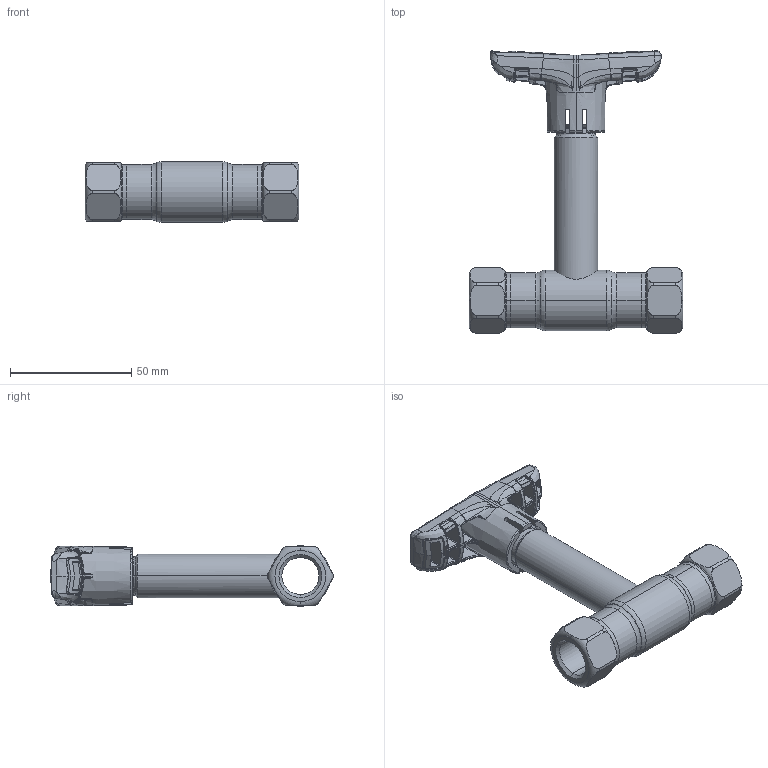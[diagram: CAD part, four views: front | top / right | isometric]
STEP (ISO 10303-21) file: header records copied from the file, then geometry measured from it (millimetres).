
FILE_DESCRIPTION (( 'STEP AP214' ), '1' );
FILE_NAME ('2010002001-0400.step', '2023-12-18T09:54:48', ( '' ), ( '' ), 'SwSTEP 2.0', 'SolidWorks 2021', '' );
FILE_SCHEMA (( 'AUTOMOTIVE_DESIGN' ));
Length unit declared in the file: millimetre
Products named in the file (1): 2010002001-0400
Bounding box: 88 x 116.28 x 25 mm (x, y, z)
Surface area: 21706.5 mm2 (no closed solid volume)
Topology: 0 solids, 6 shells, 723 faces, 2062 edges, 1277 vertices
Faces by surface type: bspline 544, plane 67, cylinder 47, torus 37, cone 17, sphere 11
Entity records: 54698 total; most frequent: CARTESIAN_POINT 32783, ORIENTED_EDGE 3661, EDGE_CURVE 2050, DIRECTION 1502, B_SPLINE_CURVE_WITH_KNOTS 1392, VERTEX_POINT 1273, EDGE_LOOP 734, UNCERTAINTY_MEASURE_WITH_UNIT 725
